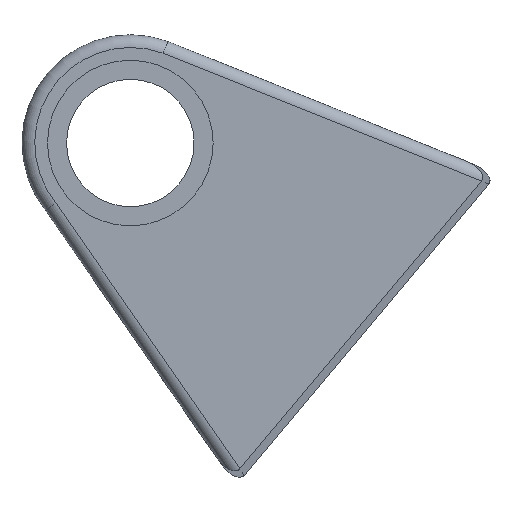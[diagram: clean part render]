
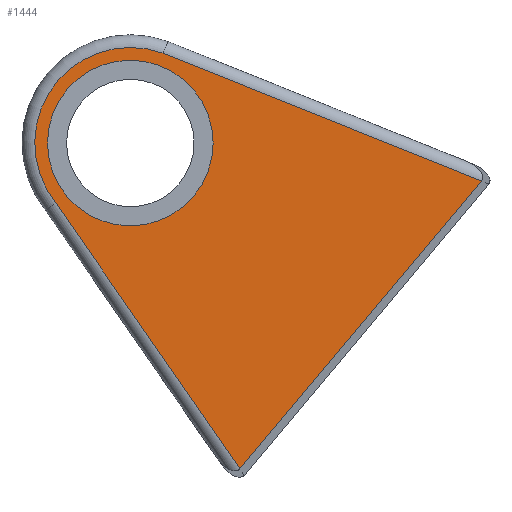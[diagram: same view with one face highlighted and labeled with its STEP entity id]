
A CAD part, front view. The second image highlights one B-rep face of the part: STEP entity #1444.
In plain terms, the highlighted planar face has unit normal (0, -1, 0).
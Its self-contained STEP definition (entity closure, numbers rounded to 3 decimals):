
#45 = CYLINDRICAL_SURFACE('',#46,20.);
#46 = AXIS2_PLACEMENT_3D('',#47,#48,#49);
#47 = CARTESIAN_POINT('',(0.44,-0.444,320.709));
#48 = DIRECTION('',(-0.643,0.,-0.766));
#49 = DIRECTION('',(0.,1.,0.));
#247 = CYLINDRICAL_SURFACE('',#248,1.);
#248 = AXIS2_PLACEMENT_3D('',#249,#250,#251);
#249 = CARTESIAN_POINT('',(52.883,-17.3,388.326));
#250 = DIRECTION('',(-0.928,0.,0.373));
#251 = DIRECTION('',(0.373,0.,0.928));
#368 = VERTEX_POINT('',#369);
#369 = CARTESIAN_POINT('',(47.298,-18.3,390.569));
#471 = EDGE_CURVE('',#368,#472,#474,.T.);
#472 = VERTEX_POINT('',#473);
#473 = CARTESIAN_POINT('',(28.354,-18.3,367.993));
#474 = SURFACE_CURVE('',#475,(#479,#485),.PCURVE_S1.);
#475 = LINE('',#476,#477);
#476 = CARTESIAN_POINT('',(-6.462,-18.3,326.501));
#477 = VECTOR('',#478,1.);
#478 = DIRECTION('',(-0.643,0.,-0.766));
#479 = PCURVE('',#45,#480);
#480 = DEFINITIONAL_REPRESENTATION('',(#481),#484);
#481 = B_SPLINE_CURVE_WITH_KNOTS('',1,(#482,#483),.UNSPECIFIED.,.F.,.F.,
  (2,2),(-98.159,-42.431),.PIECEWISE_BEZIER_KNOTS.);
#482 = CARTESIAN_POINT('',(-2.674,-98.159));
#483 = CARTESIAN_POINT('',(-2.674,-42.431));
#484 = ( GEOMETRIC_REPRESENTATION_CONTEXT(2) 
PARAMETRIC_REPRESENTATION_CONTEXT() REPRESENTATION_CONTEXT('2D SPACE',''
  ) );
#485 = PCURVE('',#486,#491);
#486 = PLANE('',#487);
#487 = AXIS2_PLACEMENT_3D('',#488,#489,#490);
#488 = CARTESIAN_POINT('',(26.701,-18.3,388.195));
#489 = DIRECTION('',(0.,1.,0.));
#490 = DIRECTION('',(0.,0.,1.));
#491 = DEFINITIONAL_REPRESENTATION('',(#492),#495);
#492 = B_SPLINE_CURVE_WITH_KNOTS('',1,(#493,#494),.UNSPECIFIED.,.F.,.F.,
  (2,2),(-98.159,-42.431),.PIECEWISE_BEZIER_KNOTS.);
#493 = CARTESIAN_POINT('',(13.5,29.932));
#494 = CARTESIAN_POINT('',(-29.19,-5.889));
#495 = ( GEOMETRIC_REPRESENTATION_CONTEXT(2) 
PARAMETRIC_REPRESENTATION_CONTEXT() REPRESENTATION_CONTEXT('2D SPACE',''
  ) );
#571 = CYLINDRICAL_SURFACE('',#572,1.);
#572 = AXIS2_PLACEMENT_3D('',#573,#574,#575);
#573 = CARTESIAN_POINT('',(13.942,-17.3,388.809));
#574 = DIRECTION('',(0.569,0.,-0.822));
#575 = DIRECTION('',(-0.822,0.,-0.569));
#793 = EDGE_CURVE('',#368,#794,#796,.T.);
#794 = VERTEX_POINT('',#795);
#795 = CARTESIAN_POINT('',(22.324,-18.3,400.6));
#796 = SURFACE_CURVE('',#797,(#801,#808),.PCURVE_S1.);
#797 = LINE('',#798,#799);
#798 = CARTESIAN_POINT('',(52.883,-18.3,388.326));
#799 = VECTOR('',#800,1.);
#800 = DIRECTION('',(-0.928,0.,0.373));
#801 = PCURVE('',#247,#802);
#802 = DEFINITIONAL_REPRESENTATION('',(#803),#807);
#803 = LINE('',#804,#805);
#804 = CARTESIAN_POINT('',(-1.571,0.));
#805 = VECTOR('',#806,1.);
#806 = DIRECTION('',(-0.,1.));
#807 = ( GEOMETRIC_REPRESENTATION_CONTEXT(2) 
PARAMETRIC_REPRESENTATION_CONTEXT() REPRESENTATION_CONTEXT('2D SPACE',''
  ) );
#808 = PCURVE('',#486,#809);
#809 = DEFINITIONAL_REPRESENTATION('',(#810),#814);
#810 = LINE('',#811,#812);
#811 = CARTESIAN_POINT('',(0.131,26.182));
#812 = VECTOR('',#813,1.);
#813 = DIRECTION('',(0.373,-0.928));
#814 = ( GEOMETRIC_REPRESENTATION_CONTEXT(2) 
PARAMETRIC_REPRESENTATION_CONTEXT() REPRESENTATION_CONTEXT('2D SPACE',''
  ) );
#831 = TOROIDAL_SURFACE('',#832,7.5,1.);
#832 = AXIS2_PLACEMENT_3D('',#833,#834,#835);
#833 = CARTESIAN_POINT('',(19.753,-17.3,393.554));
#834 = DIRECTION('',(-0.,-1.,0.));
#835 = DIRECTION('',(0.346,0.,0.938)
  );
#1401 = VERTEX_POINT('',#1402);
#1402 = CARTESIAN_POINT('',(13.9,-18.3,388.864));
#1423 = EDGE_CURVE('',#1401,#472,#1424,.T.);
#1424 = SURFACE_CURVE('',#1425,(#1429,#1436),.PCURVE_S1.);
#1425 = LINE('',#1426,#1427);
#1426 = CARTESIAN_POINT('',(13.942,-18.3,388.809));
#1427 = VECTOR('',#1428,1.);
#1428 = DIRECTION('',(0.569,0.,-0.822));
#1429 = PCURVE('',#571,#1430);
#1430 = DEFINITIONAL_REPRESENTATION('',(#1431),#1435);
#1431 = LINE('',#1432,#1433);
#1432 = CARTESIAN_POINT('',(-1.571,0.));
#1433 = VECTOR('',#1434,1.);
#1434 = DIRECTION('',(-0.,1.));
#1435 = ( GEOMETRIC_REPRESENTATION_CONTEXT(2) 
PARAMETRIC_REPRESENTATION_CONTEXT() REPRESENTATION_CONTEXT('2D SPACE',''
  ) );
#1436 = PCURVE('',#486,#1437);
#1437 = DEFINITIONAL_REPRESENTATION('',(#1438),#1442);
#1438 = LINE('',#1439,#1440);
#1439 = CARTESIAN_POINT('',(0.614,-12.76));
#1440 = VECTOR('',#1441,1.);
#1441 = DIRECTION('',(-0.822,0.569));
#1442 = ( GEOMETRIC_REPRESENTATION_CONTEXT(2) 
PARAMETRIC_REPRESENTATION_CONTEXT() REPRESENTATION_CONTEXT('2D SPACE',''
  ) );
#1444 = ADVANCED_FACE('',(#1445,#1476),#486,.F.);
#1445 = FACE_BOUND('',#1446,.F.);
#1446 = EDGE_LOOP('',(#1447,#1448,#1449,#1450));
#1447 = ORIENTED_EDGE('',*,*,#793,.F.);
#1448 = ORIENTED_EDGE('',*,*,#471,.T.);
#1449 = ORIENTED_EDGE('',*,*,#1423,.F.);
#1450 = ORIENTED_EDGE('',*,*,#1451,.F.);
#1451 = EDGE_CURVE('',#794,#1401,#1452,.T.);
#1452 = SURFACE_CURVE('',#1453,(#1458,#1469),.PCURVE_S1.);
#1453 = CIRCLE('',#1454,7.5);
#1454 = AXIS2_PLACEMENT_3D('',#1455,#1456,#1457);
#1455 = CARTESIAN_POINT('',(19.753,-18.3,393.554));
#1456 = DIRECTION('',(0.,-1.,0.));
#1457 = DIRECTION('',(0.346,0.,0.938)
  );
#1458 = PCURVE('',#486,#1459);
#1459 = DEFINITIONAL_REPRESENTATION('',(#1460),#1468);
#1460 = ( BOUNDED_CURVE() B_SPLINE_CURVE(2,(#1461,#1462,#1463,#1464,
#1465,#1466,#1467),.UNSPECIFIED.,.T.,.F.) B_SPLINE_CURVE_WITH_KNOTS((1,2
    ,2,2,2,1),(-2.094,0.,2.094,4.189,
6.283,8.378),.UNSPECIFIED.) CURVE() 
GEOMETRIC_REPRESENTATION_ITEM() RATIONAL_B_SPLINE_CURVE((1.,0.5,1.,0.5,
1.,0.5,1.)) REPRESENTATION_ITEM('') );
#1461 = CARTESIAN_POINT('',(12.395,-4.351));
#1462 = CARTESIAN_POINT('',(16.893,-16.537));
#1463 = CARTESIAN_POINT('',(4.09,-14.34));
#1464 = CARTESIAN_POINT('',(-8.713,-12.143));
#1465 = CARTESIAN_POINT('',(-0.409,-2.153));
#1466 = CARTESIAN_POINT('',(7.896,7.836));
#1467 = CARTESIAN_POINT('',(12.395,-4.351));
#1468 = ( GEOMETRIC_REPRESENTATION_CONTEXT(2) 
PARAMETRIC_REPRESENTATION_CONTEXT() REPRESENTATION_CONTEXT('2D SPACE',''
  ) );
#1469 = PCURVE('',#831,#1470);
#1470 = DEFINITIONAL_REPRESENTATION('',(#1471),#1475);
#1471 = LINE('',#1472,#1473);
#1472 = CARTESIAN_POINT('',(0.,1.571));
#1473 = VECTOR('',#1474,1.);
#1474 = DIRECTION('',(1.,0.));
#1475 = ( GEOMETRIC_REPRESENTATION_CONTEXT(2) 
PARAMETRIC_REPRESENTATION_CONTEXT() REPRESENTATION_CONTEXT('2D SPACE',''
  ) );
#1476 = FACE_BOUND('',#1477,.F.);
#1477 = EDGE_LOOP('',(#1478));
#1478 = ORIENTED_EDGE('',*,*,#1479,.T.);
#1479 = EDGE_CURVE('',#1480,#1480,#1482,.T.);
#1480 = VERTEX_POINT('',#1481);
#1481 = CARTESIAN_POINT('',(26.253,-18.3,393.554));
#1482 = SURFACE_CURVE('',#1483,(#1488,#1499),.PCURVE_S1.);
#1483 = CIRCLE('',#1484,6.5);
#1484 = AXIS2_PLACEMENT_3D('',#1485,#1486,#1487);
#1485 = CARTESIAN_POINT('',(19.753,-18.3,393.554));
#1486 = DIRECTION('',(0.,-1.,0.));
#1487 = DIRECTION('',(1.,0.,0.));
#1488 = PCURVE('',#486,#1489);
#1489 = DEFINITIONAL_REPRESENTATION('',(#1490),#1498);
#1490 = ( BOUNDED_CURVE() B_SPLINE_CURVE(2,(#1491,#1492,#1493,#1494,
#1495,#1496,#1497),.UNSPECIFIED.,.T.,.F.) B_SPLINE_CURVE_WITH_KNOTS((1,2
    ,2,2,2,1),(-2.094,0.,2.094,4.189,
6.283,8.378),.UNSPECIFIED.) CURVE() 
GEOMETRIC_REPRESENTATION_ITEM() RATIONAL_B_SPLINE_CURVE((1.,0.5,1.,0.5,
1.,0.5,1.)) REPRESENTATION_ITEM('') );
#1491 = CARTESIAN_POINT('',(5.359,-0.448));
#1492 = CARTESIAN_POINT('',(16.617,-0.448));
#1493 = CARTESIAN_POINT('',(10.988,-10.198));
#1494 = CARTESIAN_POINT('',(5.359,-19.948));
#1495 = CARTESIAN_POINT('',(-0.27,-10.198));
#1496 = CARTESIAN_POINT('',(-5.9,-0.448));
#1497 = CARTESIAN_POINT('',(5.359,-0.448));
#1498 = ( GEOMETRIC_REPRESENTATION_CONTEXT(2) 
PARAMETRIC_REPRESENTATION_CONTEXT() REPRESENTATION_CONTEXT('2D SPACE',''
  ) );
#1499 = PCURVE('',#1500,#1505);
#1500 = CYLINDRICAL_SURFACE('',#1501,6.5);
#1501 = AXIS2_PLACEMENT_3D('',#1502,#1503,#1504);
#1502 = CARTESIAN_POINT('',(19.753,-18.3,393.554));
#1503 = DIRECTION('',(-0.,-1.,0.));
#1504 = DIRECTION('',(1.,0.,0.));
#1505 = DEFINITIONAL_REPRESENTATION('',(#1506),#1510);
#1506 = LINE('',#1507,#1508);
#1507 = CARTESIAN_POINT('',(0.,0.));
#1508 = VECTOR('',#1509,1.);
#1509 = DIRECTION('',(1.,0.));
#1510 = ( GEOMETRIC_REPRESENTATION_CONTEXT(2) 
PARAMETRIC_REPRESENTATION_CONTEXT() REPRESENTATION_CONTEXT('2D SPACE',''
  ) );
